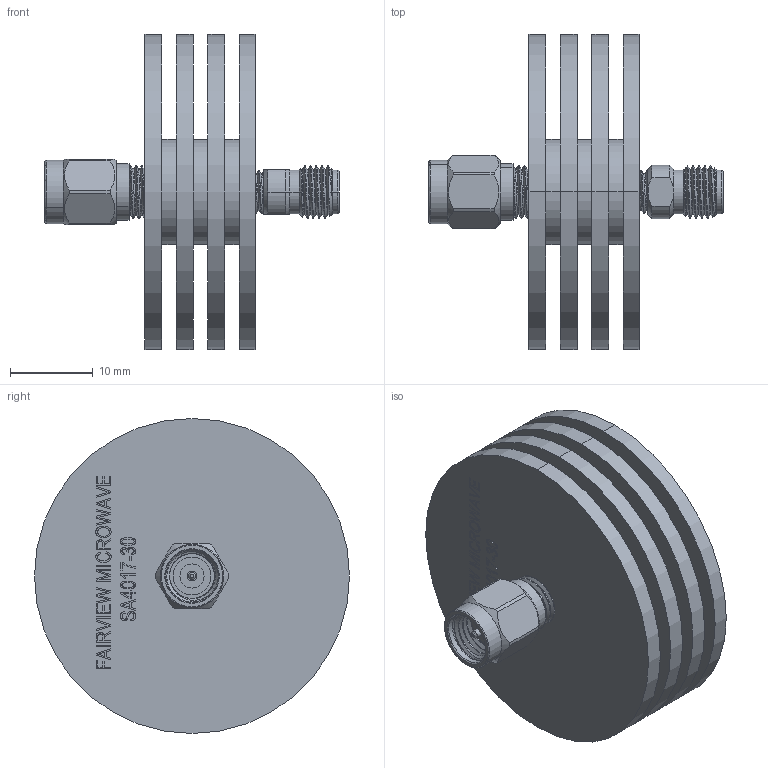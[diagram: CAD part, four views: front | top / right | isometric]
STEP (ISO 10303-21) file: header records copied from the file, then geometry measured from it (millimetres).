
FILE_DESCRIPTION (( 'STEP AP203' ), '1' );
FILE_NAME ('SA4017-30.step', '2019-02-19T16:33:10', ( '' ), ( '' ), 'SwSTEP 2.0', 'SolidWorks 2017', '' );
FILE_SCHEMA (( 'CONFIG_CONTROL_DESIGN' ));
Length unit declared in the file: inch
Products named in the file (1): SA4017-30
Bounding box: 35.56 x 38.1 x 38.1 mm (x, y, z)
Volume: 10388.1 mm3; surface area: 10569.1 mm2
Topology: 1 solids, 1 shells, 507 faces, 1323 edges, 875 vertices
Faces by surface type: plane 281, bspline 119, cylinder 80, cone 27
Entity records: 23797 total; most frequent: CARTESIAN_POINT 12193, ORIENTED_EDGE 2646, DIRECTION 1920, EDGE_CURVE 1323, VERTEX_POINT 875, LINE 832, VECTOR 832, EDGE_LOOP 564
